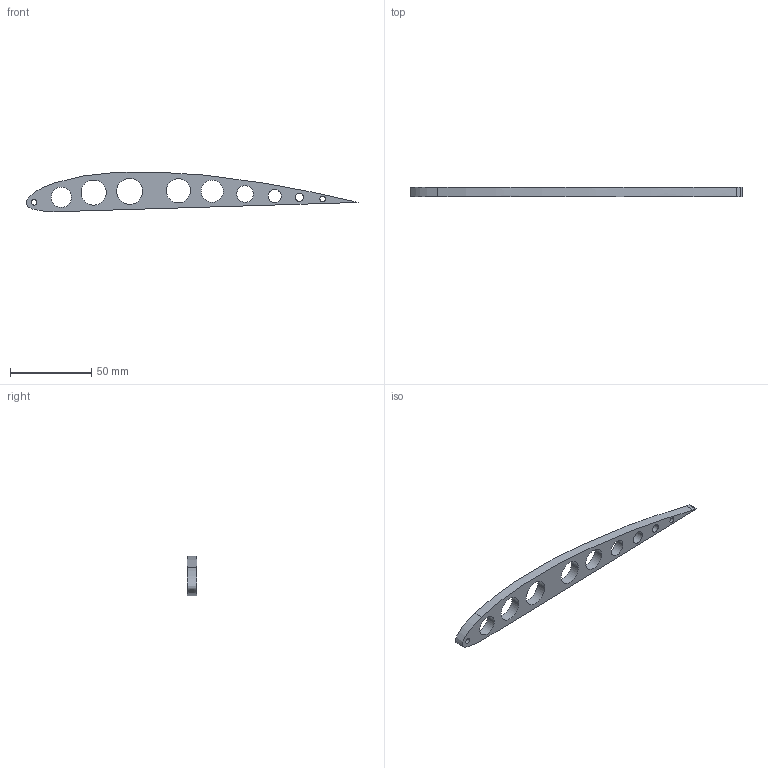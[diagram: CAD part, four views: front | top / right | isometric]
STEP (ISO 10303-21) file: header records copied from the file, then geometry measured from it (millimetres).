
FILE_DESCRIPTION(('CATIA V5 STEP Exchange'),'2;1');
FILE_NAME('wing1.stp','2017-10-12T14:32:12+00:00',('none'),('none'),'CATIA Version 5 Release 21 SP 3 (IN-10)','CATIA V5 STEP AP203','none');
FILE_SCHEMA(('CONFIG_CONTROL_DESIGN'));
Length unit declared in the file: millimetre
Products named in the file (1): wing1
Bounding box: 203.79 x 6 x 24.34 mm (x, y, z)
Volume: 13463.8 mm3; surface area: 8914.5 mm2
Topology: 1 solids, 1 shells, 36 faces, 102 edges, 68 vertices
Faces by surface type: cylinder 20, plane 13, extrusion 3
Entity records: 1561 total; most frequent: CARTESIAN_POINT 600, ORIENTED_EDGE 204, DIRECTION 141, EDGE_CURVE 102, VERTEX_POINT 68, AXIS2_PLACEMENT_3D 62, VECTOR 59, EDGE_LOOP 56
